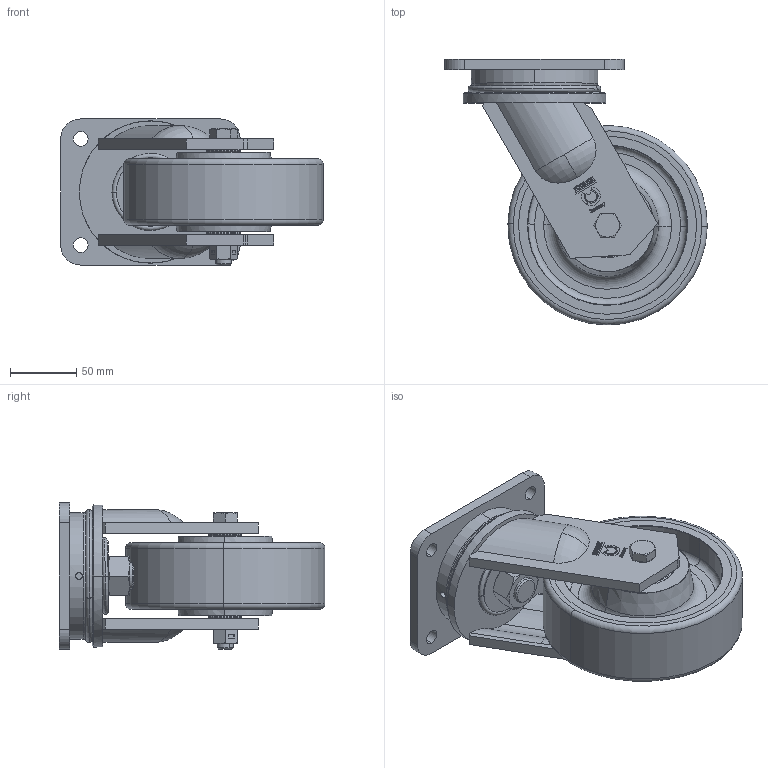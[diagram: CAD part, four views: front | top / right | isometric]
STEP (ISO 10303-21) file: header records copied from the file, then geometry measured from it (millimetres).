
FILE_DESCRIPTION (( 'STEP AP214' ), '1' );
FILE_NAME ('0010119_L-HB-PUZG-150-K-3.STEP', '2015-08-27T15:08:21', ( '' ), ( '' ), 'SwSTEP 2.0', 'SolidWorks 2014', '' );
FILE_SCHEMA (( 'AUTOMOTIVE_DESIGN' ));
Length unit declared in the file: millimetre
Products named in the file (2): 0010119_L-HB-PUZG-150-K-3
Bounding box: 197.49 x 199.99 x 110 mm (x, y, z)
Surface area: 255602.1 mm2 (no closed solid volume)
Topology: 0 solids, 19 shells, 830 faces, 2086 edges, 1347 vertices
Faces by surface type: plane 375, bspline 210, cylinder 108, cone 91, torus 46
Entity records: 39022 total; most frequent: CARTESIAN_POINT 11088, ORIENTED_EDGE 4140, DIRECTION 3263, EDGE_CURVE 2086, VERTEX_POINT 1347, VECTOR 1173, LINE 1173, AXIS2_PLACEMENT_3D 1045
